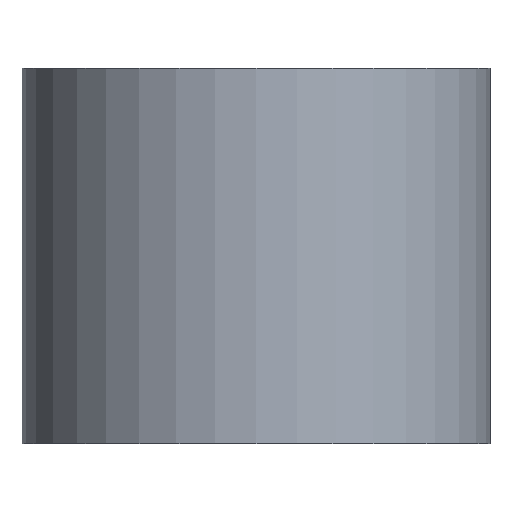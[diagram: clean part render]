
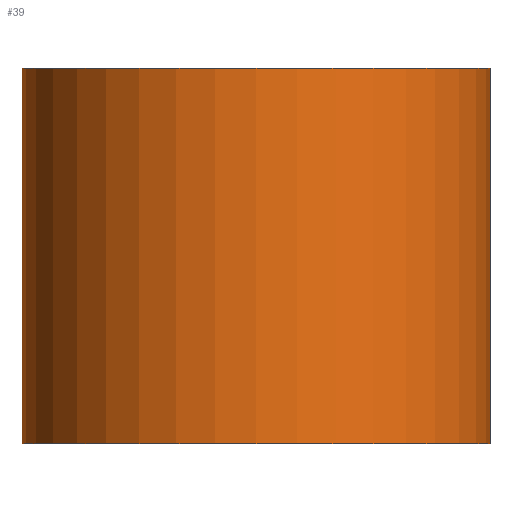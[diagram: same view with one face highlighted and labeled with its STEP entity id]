
A CAD part, front view. The second image highlights one B-rep face of the part: STEP entity #39.
In plain terms, the highlighted cylindrical face has radius 15.25 mm (diameter 30.5 mm), a full revolution.
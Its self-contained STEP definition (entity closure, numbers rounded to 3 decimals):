
#39 = ADVANCED_FACE( '', ( #79, #80 ), #81, .T. );
#79 = FACE_OUTER_BOUND( '', #120, .T. );
#80 = FACE_OUTER_BOUND( '', #121, .T. );
#81 = CYLINDRICAL_SURFACE( '', #122, 15.25 );
#120 = EDGE_LOOP( '', ( #161 ) );
#121 = EDGE_LOOP( '', ( #162 ) );
#122 = AXIS2_PLACEMENT_3D( '', #163, #164, #165 );
#161 = ORIENTED_EDGE( '', *, *, #196, .F. );
#162 = ORIENTED_EDGE( '', *, *, #201, .T. );
#163 = CARTESIAN_POINT( '', ( 0., 0., 57.15 ) );
#164 = DIRECTION( '', ( 0., 0., -1. ) );
#165 = DIRECTION( '', ( 1., 0., 0. ) );
#196 = EDGE_CURVE( '', #213, #213, #214, .T. );
#201 = EDGE_CURVE( '', #221, #221, #222, .T. );
#213 = VERTEX_POINT( '', #238 );
#214 = CIRCLE( '', #239, 15.25 );
#221 = VERTEX_POINT( '', #246 );
#222 = CIRCLE( '', #247, 15.25 );
#238 = CARTESIAN_POINT( '', ( 15.25, 0., 24.5 ) );
#239 = AXIS2_PLACEMENT_3D( '', #262, #263, #264 );
#246 = CARTESIAN_POINT( '', ( 15.25, 0., 0. ) );
#247 = AXIS2_PLACEMENT_3D( '', #271, #272, #273 );
#262 = CARTESIAN_POINT( '', ( 0., 0., 24.5 ) );
#263 = DIRECTION( '', ( 0., 0., 1. ) );
#264 = DIRECTION( '', ( 1., 0., 0. ) );
#271 = CARTESIAN_POINT( '', ( 0., 0., 0. ) );
#272 = DIRECTION( '', ( 0., 0., 1. ) );
#273 = DIRECTION( '', ( 1., 0., 0. ) );
